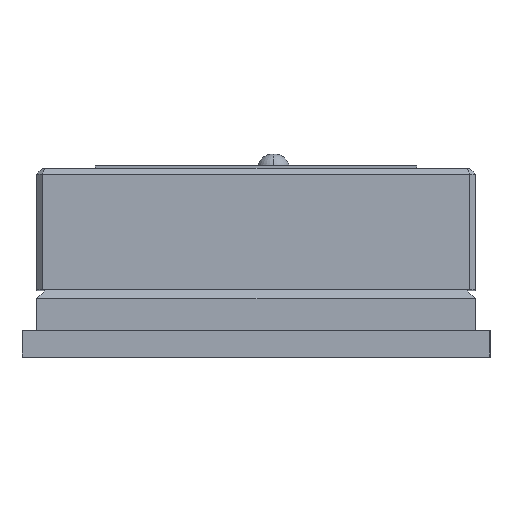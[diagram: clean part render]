
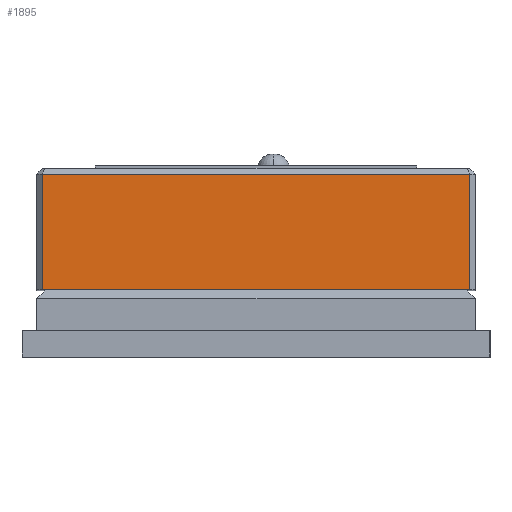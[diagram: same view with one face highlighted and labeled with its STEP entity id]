
A CAD part, top view. The second image highlights one B-rep face of the part: STEP entity #1895.
In plain terms, the highlighted planar face has unit normal (0, 0, 1).
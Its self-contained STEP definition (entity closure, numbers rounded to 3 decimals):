
#31 = CARTESIAN_POINT ( 'NONE',  ( -7.3, 6.25, 7.5 ) ) ;
#263 = DIRECTION ( 'NONE',  ( 1., 0., 0. ) ) ;
#269 = DIRECTION ( 'NONE',  ( -1., 0., 0. ) ) ;
#346 = DIRECTION ( 'NONE',  ( 0., 1., 0. ) ) ;
#379 = DIRECTION ( 'NONE',  ( -1., 0., 0. ) ) ;
#391 = DIRECTION ( 'NONE',  ( 0., 0., -1. ) ) ;
#403 = EDGE_CURVE ( 'NONE', #1176, #1514, #1780, .T. ) ;
#422 = EDGE_CURVE ( 'NONE', #1514, #2530, #2768, .T. ) ;
#425 = EDGE_CURVE ( 'NONE', #2530, #924, #2337, .T. ) ;
#440 = EDGE_CURVE ( 'NONE', #924, #1176, #1084, .T. ) ;
#616 = CARTESIAN_POINT ( 'NONE',  ( 7.3, 2.3, 7.5 ) ) ;
#676 = VECTOR ( 'NONE', #269, 1000. ) ;
#765 = ORIENTED_EDGE ( 'NONE', *, *, #403, .T. ) ;
#804 = ORIENTED_EDGE ( 'NONE', *, *, #440, .T. ) ;
#821 = VECTOR ( 'NONE', #3293, 1000. ) ;
#876 = VECTOR ( 'NONE', #346, 1000. ) ;
#914 = CARTESIAN_POINT ( 'NONE',  ( 7.3, 6.25, 7.5 ) ) ;
#924 = VERTEX_POINT ( 'NONE', #1603 ) ;
#1084 = LINE ( 'NONE', #3030, #2136 ) ;
#1093 = CARTESIAN_POINT ( 'NONE',  ( 7.3, 6.45, 7.5 ) ) ;
#1140 = ORIENTED_EDGE ( 'NONE', *, *, #425, .T. ) ;
#1176 = VERTEX_POINT ( 'NONE', #616 ) ;
#1485 = ORIENTED_EDGE ( 'NONE', *, *, #422, .T. ) ;
#1514 = VERTEX_POINT ( 'NONE', #914 ) ;
#1603 = CARTESIAN_POINT ( 'NONE',  ( -7.3, 2.3, 7.5 ) ) ;
#1625 = CARTESIAN_POINT ( 'NONE',  ( -7.3, 6.25, 7.5 ) ) ;
#1780 = LINE ( 'NONE', #1093, #876 ) ;
#1895 = ADVANCED_FACE ( 'NONE', ( #3315 ), #2962, .F. ) ;
#2136 = VECTOR ( 'NONE', #263, 1000. ) ;
#2337 = LINE ( 'NONE', #3311, #821 ) ;
#2530 = VERTEX_POINT ( 'NONE', #1625 ) ;
#2660 = AXIS2_PLACEMENT_3D ( 'NONE', #2712, #391, #379 ) ;
#2712 = CARTESIAN_POINT ( 'NONE',  ( -7.5, 6.45, 7.5 ) ) ;
#2768 = LINE ( 'NONE', #31, #676 ) ;
#2962 = PLANE ( 'NONE',  #2660 ) ;
#3030 = CARTESIAN_POINT ( 'NONE',  ( -7.5, 2.3, 7.5 ) ) ;
#3189 = EDGE_LOOP ( 'NONE', ( #765, #1485, #1140, #804 ) ) ;
#3293 = DIRECTION ( 'NONE',  ( 0., -1., 0. ) ) ;
#3311 = CARTESIAN_POINT ( 'NONE',  ( -7.3, 6.45, 7.5 ) ) ;
#3315 = FACE_OUTER_BOUND ( 'NONE', #3189, .T. ) ;
